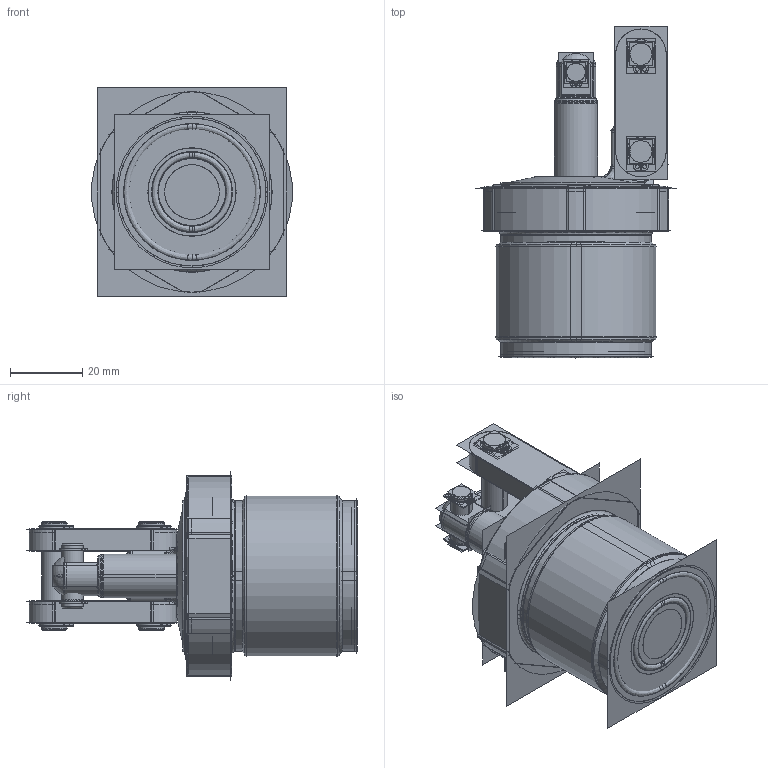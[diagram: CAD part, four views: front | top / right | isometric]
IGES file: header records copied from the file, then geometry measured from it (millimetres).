
Start section:  PTC IGES file: ilc16421500.igs
Global section: file name: ilc16421500.igs; native system: Creo Parametric by Parametric Technology Corporation; preprocessor: 2013320; author: athomsen; organization: Unknown; date: 20200709.150216; units: inch
Bounding box: 55.6 x 92.04 x 57.81 mm (x, y, z)
Surface area: 67439.8 mm2 (no closed solid volume)
Topology: 0 solids, 0 shells, 562 faces, 7092 edges, 8712 vertices
Faces by surface type: revolution 362, bspline 200
